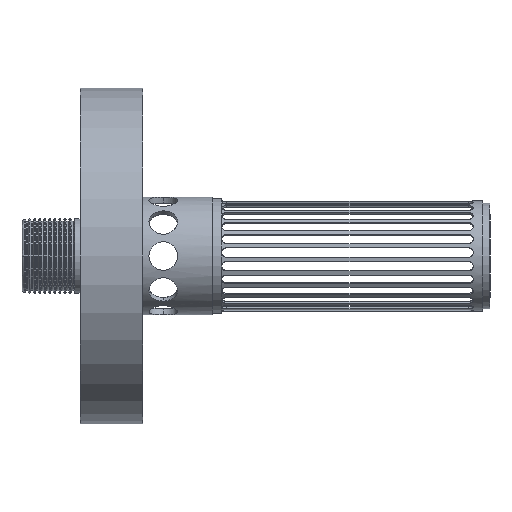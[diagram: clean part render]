
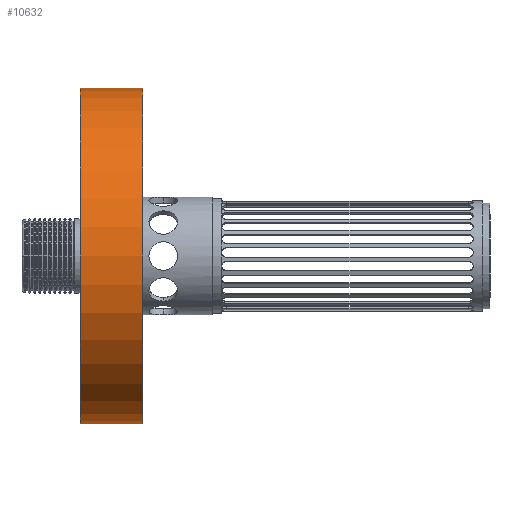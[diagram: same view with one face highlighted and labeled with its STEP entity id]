
A CAD part, front view. The second image highlights one B-rep face of the part: STEP entity #10632.
In plain terms, the highlighted cylindrical face has radius 35 mm (diameter 70 mm), a partial arc.
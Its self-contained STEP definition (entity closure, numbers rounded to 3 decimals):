
#583 = VECTOR ( 'NONE', #15009, 1000. ) ;
#1471 = DIRECTION ( 'NONE',  ( 0., 0., 1. ) ) ;
#1612 = AXIS2_PLACEMENT_3D ( 'NONE', #7787, #15681, #14172 ) ;
#2832 = CARTESIAN_POINT ( 'NONE',  ( -4.112, 50.701, 16. ) ) ;
#3574 = ORIENTED_EDGE ( 'NONE', *, *, #12341, .F. ) ;
#4076 = CARTESIAN_POINT ( 'NONE',  ( -17.112, 50.701, 86. ) ) ;
#4432 = ORIENTED_EDGE ( 'NONE', *, *, #8971, .T. ) ;
#5090 = DIRECTION ( 'NONE',  ( 1., 0., 0. ) ) ;
#5967 = CARTESIAN_POINT ( 'NONE',  ( -4.112, 50.701, 86. ) ) ;
#6106 = VERTEX_POINT ( 'NONE', #2832 ) ;
#6752 = CARTESIAN_POINT ( 'NONE',  ( -17.112, 50.701, 51. ) ) ;
#7041 = ORIENTED_EDGE ( 'NONE', *, *, #11812, .T. ) ;
#7682 = EDGE_LOOP ( 'NONE', ( #3574, #7041, #16807, #4432 ) ) ;
#7787 = CARTESIAN_POINT ( 'NONE',  ( -4.112, 50.701, 51. ) ) ;
#7995 = VERTEX_POINT ( 'NONE', #5967 ) ;
#8026 = CIRCLE ( 'NONE', #14713, 35. ) ;
#8056 = CARTESIAN_POINT ( 'NONE',  ( -17.112, 50.701, 86. ) ) ;
#8971 = EDGE_CURVE ( 'NONE', #11337, #16767, #8026, .T. ) ;
#10632 = ADVANCED_FACE ( 'NONE', ( #19739 ), #12104, .T. ) ;
#11337 = VERTEX_POINT ( 'NONE', #8056 ) ;
#11482 = AXIS2_PLACEMENT_3D ( 'NONE', #12009, #15084, #1471 ) ;
#11812 = EDGE_CURVE ( 'NONE', #6106, #7995, #18188, .T. ) ;
#12009 = CARTESIAN_POINT ( 'NONE',  ( -17.112, 50.701, 51. ) ) ;
#12104 = CYLINDRICAL_SURFACE ( 'NONE', #11482, 35. ) ;
#12341 = EDGE_CURVE ( 'NONE', #6106, #16767, #13625, .T. ) ;
#13189 = LINE ( 'NONE', #4076, #18450 ) ;
#13625 = LINE ( 'NONE', #16546, #583 ) ;
#14172 = DIRECTION ( 'NONE',  ( 0., 0., 1. ) ) ;
#14502 = DIRECTION ( 'NONE',  ( 0., 0., 1. ) ) ;
#14713 = AXIS2_PLACEMENT_3D ( 'NONE', #6752, #5090, #14502 ) ;
#15009 = DIRECTION ( 'NONE',  ( -1., 0., 0. ) ) ;
#15084 = DIRECTION ( 'NONE',  ( -1., 0., 0. ) ) ;
#15447 = EDGE_CURVE ( 'NONE', #7995, #11337, #13189, .T. ) ;
#15681 = DIRECTION ( 'NONE',  ( -1., 0., 0. ) ) ;
#16546 = CARTESIAN_POINT ( 'NONE',  ( -17.112, 50.701, 16. ) ) ;
#16767 = VERTEX_POINT ( 'NONE', #18581 ) ;
#16807 = ORIENTED_EDGE ( 'NONE', *, *, #15447, .T. ) ;
#18188 = CIRCLE ( 'NONE', #1612, 35. ) ;
#18450 = VECTOR ( 'NONE', #19507, 1000. ) ;
#18581 = CARTESIAN_POINT ( 'NONE',  ( -17.112, 50.701, 16. ) ) ;
#19507 = DIRECTION ( 'NONE',  ( -1., 0., 0. ) ) ;
#19739 = FACE_OUTER_BOUND ( 'NONE', #7682, .T. ) ;
